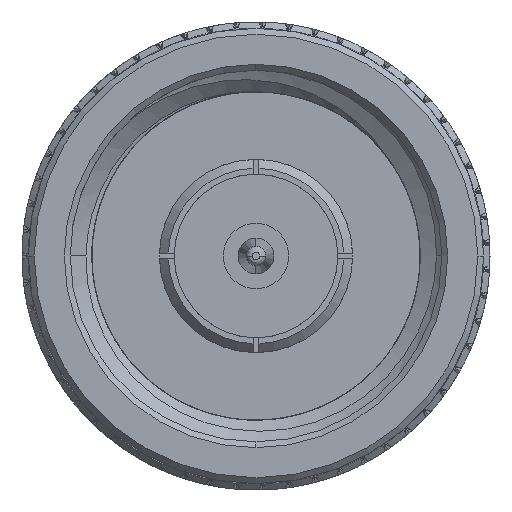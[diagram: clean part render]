
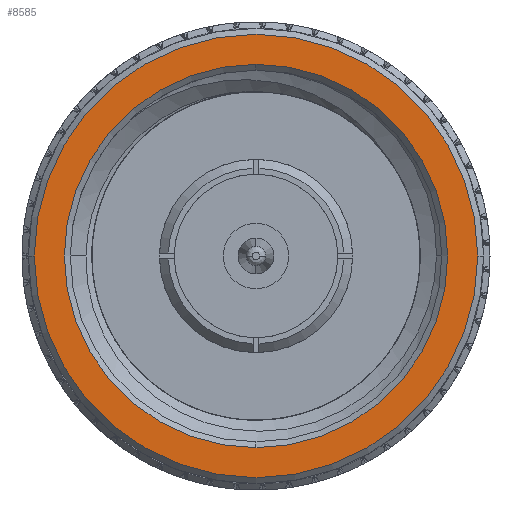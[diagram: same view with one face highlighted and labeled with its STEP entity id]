
A CAD part, left-side view. The second image highlights one B-rep face of the part: STEP entity #8585.
In plain terms, the highlighted planar face has unit normal (-1, 0, 0).
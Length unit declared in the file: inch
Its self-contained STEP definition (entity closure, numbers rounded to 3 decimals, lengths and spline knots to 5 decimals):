
#57 = FACE_BOUND ( 'NONE', #91783, .T. ) ;
#4432 = VERTEX_POINT ( 'NONE', #19179 ) ;
#8585 = ADVANCED_FACE ( 'NONE', ( #57, #29754 ), #14873, .T. ) ;
#9447 = CARTESIAN_POINT ( 'NONE',  ( -0.09252, 0., 0. ) ) ;
#11635 = CARTESIAN_POINT ( 'NONE',  ( -0.09252, 0., 0. ) ) ;
#14020 = CIRCLE ( 'NONE', #17192, 0.37309 ) ;
#14873 = PLANE ( 'NONE',  #63268 ) ;
#15903 = CIRCLE ( 'NONE', #71142, 0.3225 ) ;
#16990 = AXIS2_PLACEMENT_3D ( 'NONE', #11635, #78791, #33937 ) ;
#17192 = AXIS2_PLACEMENT_3D ( 'NONE', #9447, #55934, #33721 ) ;
#17389 = AXIS2_PLACEMENT_3D ( 'NONE', #96628, #74988, #88279 ) ;
#17616 = EDGE_CURVE ( 'NONE', #57850, #4432, #14020, .T. ) ;
#19179 = CARTESIAN_POINT ( 'NONE',  ( -0.09252, -0.37309, 0. ) ) ;
#25035 = ORIENTED_EDGE ( 'NONE', *, *, #65720, .T. ) ;
#29754 = FACE_OUTER_BOUND ( 'NONE', #51735, .T. ) ;
#33721 = DIRECTION ( 'NONE',  ( 0., 1., 0. ) ) ;
#33937 = DIRECTION ( 'NONE',  ( 0., 1., 0. ) ) ;
#34601 = CARTESIAN_POINT ( 'NONE',  ( -0.09252, 0., 0. ) ) ;
#38110 = CARTESIAN_POINT ( 'NONE',  ( -0.09252, 0., -0.3225 ) ) ;
#38685 = CARTESIAN_POINT ( 'NONE',  ( -0.09252, 0., 0.3225 ) ) ;
#40217 = VERTEX_POINT ( 'NONE', #38110 ) ;
#51735 = EDGE_LOOP ( 'NONE', ( #83437, #68827 ) ) ;
#52480 = CARTESIAN_POINT ( 'NONE',  ( -0.09252, 0.38309, 0. ) ) ;
#53287 = CIRCLE ( 'NONE', #16990, 0.37309 ) ;
#53473 = VERTEX_POINT ( 'NONE', #38685 ) ;
#55934 = DIRECTION ( 'NONE',  ( -1., 0., 0. ) ) ;
#57306 = DIRECTION ( 'NONE',  ( 0., 0., 1. ) ) ;
#57850 = VERTEX_POINT ( 'NONE', #75716 ) ;
#60339 = DIRECTION ( 'NONE',  ( -1., 0., 0. ) ) ;
#62101 = EDGE_CURVE ( 'NONE', #53473, #40217, #94570, .T. ) ;
#63268 = AXIS2_PLACEMENT_3D ( 'NONE', #52480, #60339, #97249 ) ;
#65720 = EDGE_CURVE ( 'NONE', #40217, #53473, #15903, .T. ) ;
#68827 = ORIENTED_EDGE ( 'NONE', *, *, #92019, .T. ) ;
#71142 = AXIS2_PLACEMENT_3D ( 'NONE', #34601, #94694, #57306 ) ;
#74988 = DIRECTION ( 'NONE',  ( 1., 0., 0. ) ) ;
#75716 = CARTESIAN_POINT ( 'NONE',  ( -0.09252, 0.37309, 0. ) ) ;
#78791 = DIRECTION ( 'NONE',  ( -1., 0., 0. ) ) ;
#83437 = ORIENTED_EDGE ( 'NONE', *, *, #17616, .T. ) ;
#84648 = ORIENTED_EDGE ( 'NONE', *, *, #62101, .T. ) ;
#88279 = DIRECTION ( 'NONE',  ( 0., 0., 1. ) ) ;
#91783 = EDGE_LOOP ( 'NONE', ( #84648, #25035 ) ) ;
#92019 = EDGE_CURVE ( 'NONE', #4432, #57850, #53287, .T. ) ;
#94570 = CIRCLE ( 'NONE', #17389, 0.3225 ) ;
#94694 = DIRECTION ( 'NONE',  ( 1., 0., 0. ) ) ;
#96628 = CARTESIAN_POINT ( 'NONE',  ( -0.09252, 0., 0. ) ) ;
#97249 = DIRECTION ( 'NONE',  ( 0., 1., 0. ) ) ;
